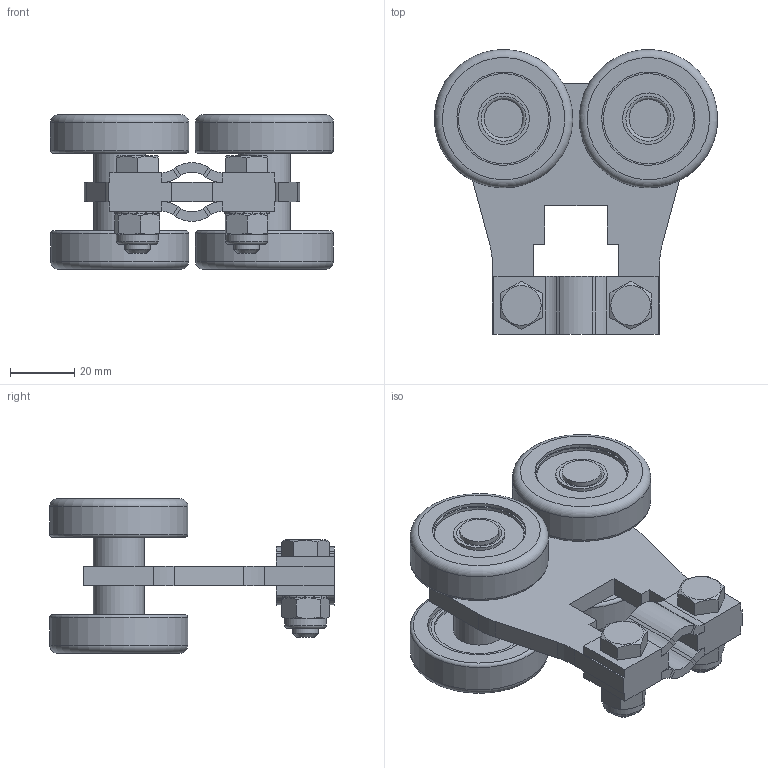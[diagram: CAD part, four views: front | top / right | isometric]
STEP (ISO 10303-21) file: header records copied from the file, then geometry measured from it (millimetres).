
FILE_DESCRIPTION(('STEP AP203'), '1');
FILE_NAME('ÐË211.ÌÈÊÐÎ.00.00.000 (ÎÁ)', '2015-10-01T12:21:20', ('Ñïîðûøåâ'), ('ÐÎËÒÝÊ'), 'ASCON STEP Converter 1.3', 'ASCON Math Kernel', '');
FILE_SCHEMA(('CONFIG_CONTROL_DESIGN'));
Length unit declared in the file: millimetre
Products named in the file (1): ﾐﾋ211.ﾌﾈﾊﾐﾎ.00.0008
Bounding box: 87.97 x 88.49 x 48 mm (x, y, z)
Volume: 90938.8 mm3; surface area: 46575.6 mm2
Topology: 2 solids, 11 shells, 456 faces, 1050 edges, 655 vertices
Faces by surface type: plane 276, cylinder 116, torus 32, cone 32
Full cylindrical faces by diameter (mm): 8 x4, 8.4 x2, 8.5 x2, 8.75 x2, 12 x8, 13 x6, 16 x8, 17.4 x8, 26.6 x8, 28 x8, 29 x4, 32 x4, 43 x4
Entity records: 13698 total; most frequent: CARTESIAN_POINT 3572, DIRECTION 2130, ORIENTED_EDGE 1884, EDGE_CURVE 942, AXIS2_PLACEMENT_3D 791, VERTEX_POINT 654, EDGE_LOOP 626, LINE 548
